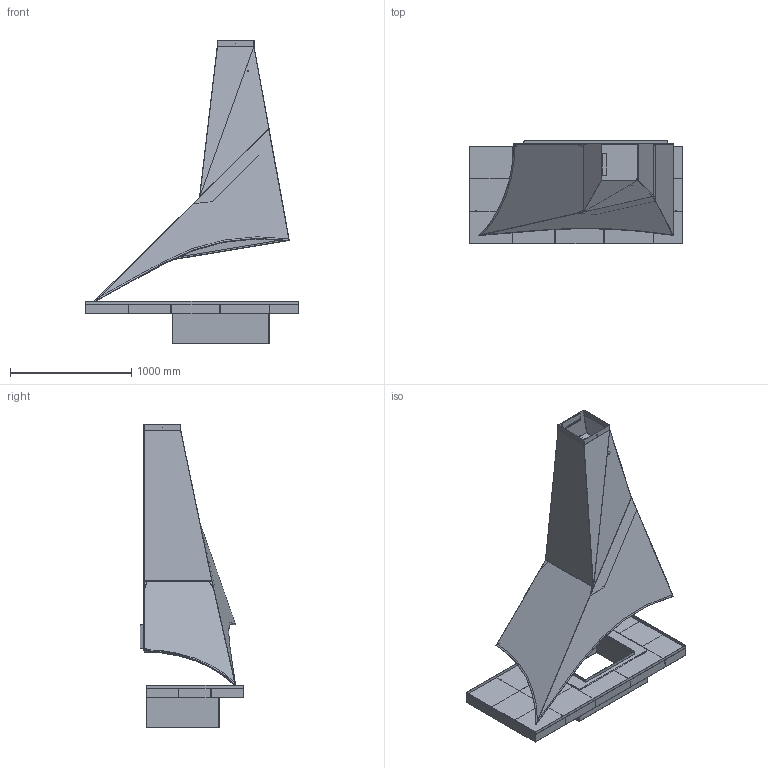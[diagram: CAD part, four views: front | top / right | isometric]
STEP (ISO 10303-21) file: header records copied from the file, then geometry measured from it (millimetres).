
FILE_DESCRIPTION(('STEP AP214'),'1');
FILE_NAME('981 Murale Foyer Ouvert.stp','2017-01-17T16:14:23',(' '),(' '),'Spatial InterOp 3D',' ',' ');
FILE_SCHEMA(('automotive_design'));
Length unit declared in the file: millimetre
Products named in the file (46): 981 Gauche; Renvoi de fumée partie basse face avant; Renvoi de fumée partie basse coté droit; Renvoi de fumée partie basse face arrière; Anneau en rondin de 6 mm; Fer plat 40 X 8 mm; Volet; Tube 12- 17; Rondelle bombée 12-40; Rondelle 12-40; Rondin de 10 mm; Patte en Z; Crochet de fonte; Fer plat de 30 mm; Face avant (Partie haute); Coté gauche (Partie haute); Coté droit (Partie haute); Face arrière (Partie haute); Carré de 14 (Coté gauche Partie basse); Carré de 14 (face avant Partie basse); Face avant (Partie basse); Coté gauche (Partie basse); Coté droit (Partie basse); Face arrière (Partie basse); Socle 981 gauche; Socle (Raidisseur K); Socle (Raidisseur J); Socle (Raidisseur I); Socle (Raidisseur H); Socle (Raidisseur G); Socle (Raidisseur F); Socle (Raidisseur E); Socle (Raidisseur D); Socle (Raidisseur C); Socle (Raidisseur B); Socle (Raidisseur A); Socle (Bandeau intérieur); Socle (Bandeau extérieur coté droit); Socle (Bandeau extérieur face avant); Socle (Bandeau extérieur coté gauche) ...
Assembly tree (45 placements, depth 3):
  (unnamed)
    981 Gauche
      Renvoi de fumée partie basse face avant
      Renvoi de fumée partie basse coté droit
      Renvoi de fumée partie basse face arrière
      Anneau en rondin de 6 mm
      Fer plat 40 X 8 mm
      Volet
      Tube 12- 17
      Rondelle bombée 12-40
      Rondelle 12-40
      Rondin de 10 mm
      Patte en Z
      Crochet de fonte
      Fer plat de 30 mm
      Face avant (Partie haute)
      Coté gauche (Partie haute)
      Coté droit (Partie haute)
      Face arrière (Partie haute)
      Carré de 14 (Coté gauche Partie basse)
      Carré de 14 (face avant Partie basse)
      Face avant (Partie basse)
      Coté gauche (Partie basse)
      Coté droit (Partie basse)
      Face arrière (Partie basse)
    Socle 981 gauche
      Socle (Raidisseur K)
      Socle (Raidisseur J)
      Socle (Raidisseur I)
      Socle (Raidisseur H)
      Socle (Raidisseur G)
      Socle (Raidisseur F)
      Socle (Raidisseur E)
      Socle (Raidisseur D)
      Socle (Raidisseur C)
      Socle (Raidisseur B)
      Socle (Raidisseur A)
      Socle (Bandeau intérieur)
      Socle (Bandeau extérieur coté droit)
      Socle (Bandeau extérieur face avant)
      Socle (Bandeau extérieur coté gauche)
      Socle (Bandeau extérieur face arrière)
      Socle (Plateau)
    Support de socle 981
      Support de socle B
      Support de socle A
Bounding box: 1755 x 852.65 x 2499.97 mm (x, y, z)
Volume: 18781383.6 mm3; surface area: 15701759.8 mm2
Topology: 42 solids, 42 shells, 728 faces, 1822 edges, 1166 vertices
Faces by surface type: plane 615, cylinder 109, sphere 2, torus 1, cone 1
Full cylindrical faces by diameter (mm): 5 x14, 10 x1, 11 x23, 11.2 x20, 12 x3, 17 x1, 40 x1
Entity records: 27909 total; most frequent: CARTESIAN_POINT 3764, ORIENTED_EDGE 3468, DIRECTION 3448, EDGE_CURVE 1734, LINE 1502, VECTOR 1502, VERTEX_POINT 1145, AXIS2_PLACEMENT_3D 973
